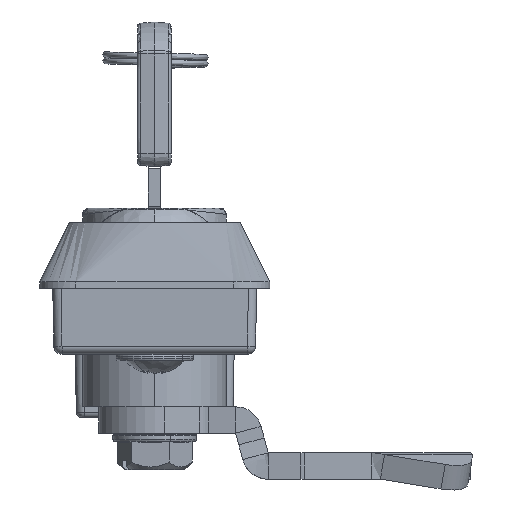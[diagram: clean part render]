
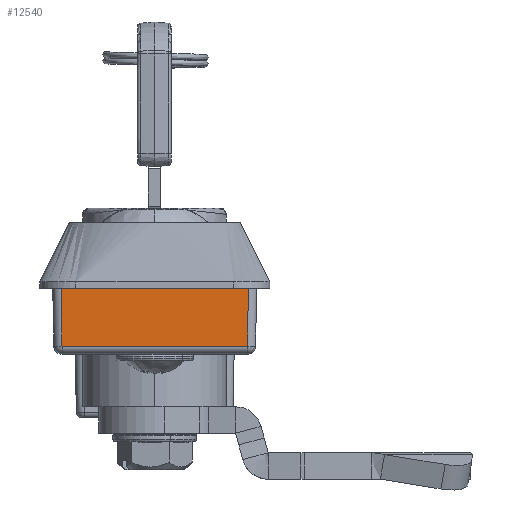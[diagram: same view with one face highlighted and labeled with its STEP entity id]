
A CAD part, left-side view. The second image highlights one B-rep face of the part: STEP entity #12540.
In plain terms, the highlighted planar face has unit normal (-1, 0, -0.018).
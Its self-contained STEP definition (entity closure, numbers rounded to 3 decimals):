
#723 = DIRECTION ( 'NONE',  ( 0., -1., 0. ) ) ;
#2002 = VERTEX_POINT ( 'NONE', #28784 ) ;
#3733 = LINE ( 'NONE', #16472, #18572 ) ;
#4712 = AXIS2_PLACEMENT_3D ( 'NONE', #6353, #6674, #26308 ) ;
#5713 = LINE ( 'NONE', #7849, #21041 ) ;
#5939 = CARTESIAN_POINT ( 'NONE',  ( -52., 15.5, 0. ) ) ;
#6353 = CARTESIAN_POINT ( 'NONE',  ( -52., 15.5, 0. ) ) ;
#6674 = DIRECTION ( 'NONE',  ( -1., 0., -0.017 ) ) ;
#7849 = CARTESIAN_POINT ( 'NONE',  ( -51.991, -14.241, -0.519 ) ) ;
#9067 = ORIENTED_EDGE ( 'NONE', *, *, #9398, .F. ) ;
#9089 = CARTESIAN_POINT ( 'NONE',  ( -51.847, -14.076, -8.772 ) ) ;
#9372 = CARTESIAN_POINT ( 'NONE',  ( -52., 14.25, 0. ) ) ;
#9398 = EDGE_CURVE ( 'NONE', #31014, #29940, #10518, .T. ) ;
#10388 = ORIENTED_EDGE ( 'NONE', *, *, #14863, .T. ) ;
#10518 = LINE ( 'NONE', #5939, #31356 ) ;
#12540 = ADVANCED_FACE ( 'NONE', ( #28755 ), #24025, .T. ) ;
#14141 = LINE ( 'NONE', #9089, #16317 ) ;
#14863 = EDGE_CURVE ( 'NONE', #18688, #29940, #5713, .T. ) ;
#16317 = VECTOR ( 'NONE', #19367, 1000. ) ;
#16472 = CARTESIAN_POINT ( 'NONE',  ( -52., 14.251, 0.021 ) ) ;
#18572 = VECTOR ( 'NONE', #18611, 1000. ) ;
#18611 = DIRECTION ( 'NONE',  ( 0.017, -0.017, -1. ) ) ;
#18688 = VERTEX_POINT ( 'NONE', #23571 ) ;
#19267 = EDGE_LOOP ( 'NONE', ( #29566, #20065, #10388, #9067 ) ) ;
#19367 = DIRECTION ( 'NONE',  ( 0., -1., 0. ) ) ;
#20065 = ORIENTED_EDGE ( 'NONE', *, *, #29745, .T. ) ;
#21041 = VECTOR ( 'NONE', #22900, 1000. ) ;
#22900 = DIRECTION ( 'NONE',  ( -0.017, -0.017, 1. ) ) ;
#23571 = CARTESIAN_POINT ( 'NONE',  ( -51.847, -14.097, -8.772 ) ) ;
#24025 = PLANE ( 'NONE',  #4712 ) ;
#26308 = DIRECTION ( 'NONE',  ( -0.017, 0., 1. ) ) ;
#27544 = CARTESIAN_POINT ( 'NONE',  ( -52., -14.25, 0. ) ) ;
#27785 = EDGE_CURVE ( 'NONE', #31014, #2002, #3733, .T. ) ;
#28755 = FACE_OUTER_BOUND ( 'NONE', #19267, .T. ) ;
#28784 = CARTESIAN_POINT ( 'NONE',  ( -51.847, 14.097, -8.772 ) ) ;
#29566 = ORIENTED_EDGE ( 'NONE', *, *, #27785, .T. ) ;
#29745 = EDGE_CURVE ( 'NONE', #2002, #18688, #14141, .T. ) ;
#29940 = VERTEX_POINT ( 'NONE', #27544 ) ;
#31014 = VERTEX_POINT ( 'NONE', #9372 ) ;
#31356 = VECTOR ( 'NONE', #723, 1000. ) ;
